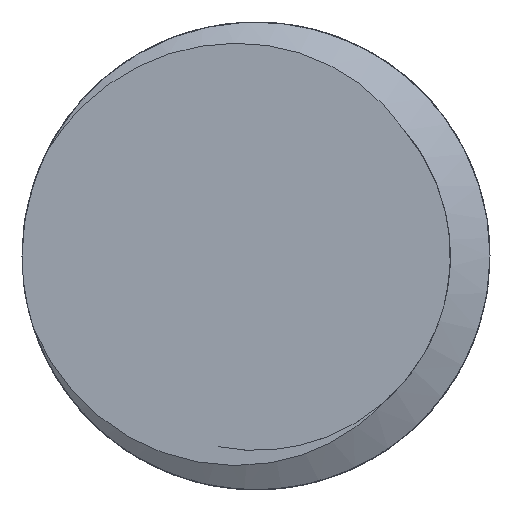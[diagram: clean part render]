
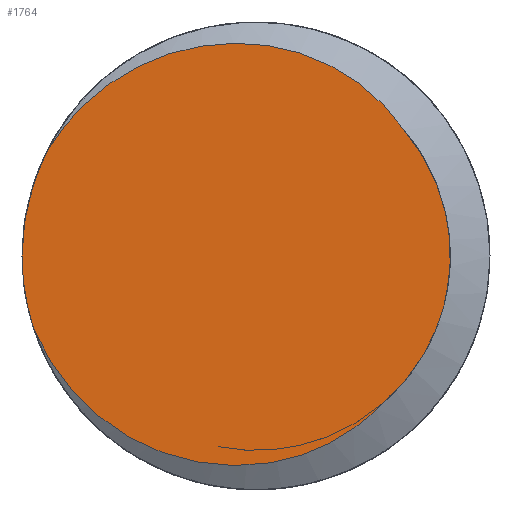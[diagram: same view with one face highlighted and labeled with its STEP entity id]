
A CAD part, left-side view. The second image highlights one B-rep face of the part: STEP entity #1764.
In plain terms, the highlighted planar face has unit normal (-1, 0, 0).
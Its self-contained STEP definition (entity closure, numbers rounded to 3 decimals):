
#55 = CARTESIAN_POINT ( 'NONE',  ( -45., 0.566, -3.587 ) ) ;
#89 = CARTESIAN_POINT ( 'NONE',  ( -45., -0.601, 3.527 ) ) ;
#92 = CARTESIAN_POINT ( 'NONE',  ( -45., -1.94, -2.752 ) ) ;
#142 = EDGE_CURVE ( 'NONE', #2428, #1372, #586, .T. ) ;
#155 = AXIS2_PLACEMENT_3D ( 'NONE', #1233, #997, #1846 ) ;
#165 = CARTESIAN_POINT ( 'NONE',  ( -45., -3.096, 1.228 ) ) ;
#242 = AXIS2_PLACEMENT_3D ( 'NONE', #1449, #913, #1054 ) ;
#258 = CARTESIAN_POINT ( 'NONE',  ( -45., 2.975, -2.488 ) ) ;
#281 = CARTESIAN_POINT ( 'NONE',  ( -45., -2.151, -2.534 ) ) ;
#323 = FACE_OUTER_BOUND ( 'NONE', #1015, .T. ) ;
#341 = EDGE_CURVE ( 'NONE', #2377, #1638, #346, .T. ) ;
#346 = B_SPLINE_CURVE_WITH_KNOTS ( 'NONE', 3,
 ( #2434, #2503, #2456, #2297, #1713, #926, #2084, #884, #89, #1078, #509, #1303, #1874, #695, #1929, #1499, #736, #1682, #1123, #1903, #1317, #1332, #2487, #1526 ),
 .UNSPECIFIED., .F., .F.,
 ( 4, 2, 2, 2, 2, 2, 2, 2, 2, 2, 2, 4 ),
 ( 0., 0.001, 0.001, 0.002, 0.003, 0.003, 0.004, 0.005, 0.005, 0.005, 0.006, 0.007 ),
 .UNSPECIFIED. ) ;
#362 = CARTESIAN_POINT ( 'NONE',  ( -45., -3.276, 0.6 ) ) ;
#395 = CARTESIAN_POINT ( 'NONE',  ( -45., -3.257, -0.698 ) ) ;
#485 = CARTESIAN_POINT ( 'NONE',  ( -45., 0.118, -3.579 ) ) ;
#509 = CARTESIAN_POINT ( 'NONE',  ( -45., -0.008, 3.623 ) ) ;
#586 = B_SPLINE_CURVE_WITH_KNOTS ( 'NONE', 3,
 ( #1686, #2259, #2271, #864, #258, #1055, #2075, #1877, #672, #1661, #55, #485, #1450, #2058, #2436, #1634, #2413, #1486, #92, #281 ),
 .UNSPECIFIED., .F., .F.,
 ( 4, 2, 2, 2, 2, 2, 2, 2, 2, 4 ),
 ( 0., 0.001, 0.002, 0.003, 0.004, 0.004, 0.005, 0.005, 0.006, 0.007 ),
 .UNSPECIFIED. ) ;
#598 = CARTESIAN_POINT ( 'NONE',  ( -45., -2.151, -2.534 ) ) ;
#651 = CARTESIAN_POINT ( 'NONE',  ( -45., 3.802, -1.243 ) ) ;
#672 = CARTESIAN_POINT ( 'NONE',  ( -45., 1.454, -3.422 ) ) ;
#695 = CARTESIAN_POINT ( 'NONE',  ( -45., 0.898, 3.606 ) ) ;
#732 = DIRECTION ( 'NONE',  ( 1., 0., 0. ) ) ;
#736 = CARTESIAN_POINT ( 'NONE',  ( -45., 1.768, 3.355 ) ) ;
#745 = B_SPLINE_CURVE_WITH_KNOTS ( 'NONE', 3,
 ( #598, #2169, #1171, #2150, #1966, #395, #2376, #2136, #1181, #362, #1942, #165, #1750, #815, #1998, #2417 ),
 .UNSPECIFIED., .F., .F.,
 ( 4, 2, 2, 2, 2, 2, 2, 4 ),
 ( 0., 0.001, 0.002, 0.003, 0.003, 0.004, 0.005, 0.005 ),
 .UNSPECIFIED. ) ;
#815 = CARTESIAN_POINT ( 'NONE',  ( -45., -2.799, 1.805 ) ) ;
#827 = CARTESIAN_POINT ( 'NONE',  ( -45., -2.534, 2.151 ) ) ;
#845 = CARTESIAN_POINT ( 'NONE',  ( -45., 4., 0. ) ) ;
#864 = CARTESIAN_POINT ( 'NONE',  ( -45., 3.182, -2.264 ) ) ;
#863 = CARTESIAN_POINT ( 'NONE',  ( -45., 3.568, 1.809 ) ) ;
#884 = CARTESIAN_POINT ( 'NONE',  ( -45., -0.894, 3.433 ) ) ;
#913 = DIRECTION ( 'NONE',  ( -1., 0., 0. ) ) ;
#926 = CARTESIAN_POINT ( 'NONE',  ( -45., -1.434, 3.169 ) ) ;
#977 = EDGE_CURVE ( 'NONE', #2428, #2038, #1854, .T. ) ;
#997 = DIRECTION ( 'NONE',  ( 1., 0., 0. ) ) ;
#1015 = EDGE_LOOP ( 'NONE', ( #2051, #1401, #1327, #2439, #2066 ) ) ;
#1055 = CARTESIAN_POINT ( 'NONE',  ( -45., 2.523, -2.879 ) ) ;
#1054 = DIRECTION ( 'NONE',  ( 0., -1., 0. ) ) ;
#1078 = CARTESIAN_POINT ( 'NONE',  ( -45., -0.157, 3.607 ) ) ;
#1111 = PLANE ( 'NONE',  #242 ) ;
#1119 = DIRECTION ( 'NONE',  ( 0., 1., 0. ) ) ;
#1123 = CARTESIAN_POINT ( 'NONE',  ( -45., 2.173, 3.158 ) ) ;
#1169 = EDGE_CURVE ( 'NONE', #1372, #2377, #745, .T. ) ;
#1171 = CARTESIAN_POINT ( 'NONE',  ( -45., -2.761, -1.9 ) ) ;
#1181 = CARTESIAN_POINT ( 'NONE',  ( -45., -3.326, 0.169 ) ) ;
#1233 = CARTESIAN_POINT ( 'NONE',  ( -45., 0., 0. ) ) ;
#1303 = CARTESIAN_POINT ( 'NONE',  ( -45., 0.293, 3.639 ) ) ;
#1317 = CARTESIAN_POINT ( 'NONE',  ( -45., 2.796, 2.729 ) ) ;
#1327 = ORIENTED_EDGE ( 'NONE', *, *, #1169, .T. ) ;
#1332 = CARTESIAN_POINT ( 'NONE',  ( -45., 3.22, 2.303 ) ) ;
#1372 = VERTEX_POINT ( 'NONE', #1880 ) ;
#1401 = ORIENTED_EDGE ( 'NONE', *, *, #142, .T. ) ;
#1450 = CARTESIAN_POINT ( 'NONE',  ( -45., -0.031, -3.567 ) ) ;
#1449 = CARTESIAN_POINT ( 'NONE',  ( -45., 0., 0. ) ) ;
#1486 = CARTESIAN_POINT ( 'NONE',  ( -45., -1.703, -2.941 ) ) ;
#1499 = CARTESIAN_POINT ( 'NONE',  ( -45., 1.626, 3.41 ) ) ;
#1526 = CARTESIAN_POINT ( 'NONE',  ( -45., 3.568, 1.809 ) ) ;
#1634 = CARTESIAN_POINT ( 'NONE',  ( -45., -0.911, -3.369 ) ) ;
#1638 = VERTEX_POINT ( 'NONE', #863 ) ;
#1661 = CARTESIAN_POINT ( 'NONE',  ( -45., 0.87, -3.556 ) ) ;
#1682 = CARTESIAN_POINT ( 'NONE',  ( -45., 2.041, 3.229 ) ) ;
#1686 = CARTESIAN_POINT ( 'NONE',  ( -45., 3.802, -1.243 ) ) ;
#1695 = CARTESIAN_POINT ( 'NONE',  ( -45., 0., 0. ) ) ;
#1713 = CARTESIAN_POINT ( 'NONE',  ( -45., -1.688, 3.006 ) ) ;
#1750 = CARTESIAN_POINT ( 'NONE',  ( -45., -3.009, 1.428 ) ) ;
#1764 = ADVANCED_FACE ( 'NONE', ( #323 ), #1111, .T. ) ;
#1846 = DIRECTION ( 'NONE',  ( 0., 1., 0. ) ) ;
#1854 = CIRCLE ( 'NONE', #2351, 4. ) ;
#1874 = CARTESIAN_POINT ( 'NONE',  ( -45., 0.446, 3.638 ) ) ;
#1877 = CARTESIAN_POINT ( 'NONE',  ( -45., 1.735, -3.32 ) ) ;
#1880 = CARTESIAN_POINT ( 'NONE',  ( -45., -2.151, -2.534 ) ) ;
#1903 = CARTESIAN_POINT ( 'NONE',  ( -45., 2.556, 2.921 ) ) ;
#1929 = CARTESIAN_POINT ( 'NONE',  ( -45., 1.193, 3.549 ) ) ;
#1942 = CARTESIAN_POINT ( 'NONE',  ( -45., -3.23, 0.811 ) ) ;
#1966 = CARTESIAN_POINT ( 'NONE',  ( -45., -3.138, -1.117 ) ) ;
#1998 = CARTESIAN_POINT ( 'NONE',  ( -45., -2.676, 1.983 ) ) ;
#2038 = VERTEX_POINT ( 'NONE', #845 ) ;
#2051 = ORIENTED_EDGE ( 'NONE', *, *, #977, .F. ) ;
#2058 = CARTESIAN_POINT ( 'NONE',  ( -45., -0.328, -3.524 ) ) ;
#2066 = ORIENTED_EDGE ( 'NONE', *, *, #2242, .F. ) ;
#2075 = CARTESIAN_POINT ( 'NONE',  ( -45., 2.275, -3.046 ) ) ;
#2084 = CARTESIAN_POINT ( 'NONE',  ( -45., -1.302, 3.241 ) ) ;
#2103 = CIRCLE ( 'NONE', #155, 4. ) ;
#2136 = CARTESIAN_POINT ( 'NONE',  ( -45., -3.33, -0.052 ) ) ;
#2150 = CARTESIAN_POINT ( 'NONE',  ( -45., -3.057, -1.322 ) ) ;
#2169 = CARTESIAN_POINT ( 'NONE',  ( -45., -2.485, -2.25 ) ) ;
#2242 = EDGE_CURVE ( 'NONE', #2038, #1638, #2103, .T. ) ;
#2259 = CARTESIAN_POINT ( 'NONE',  ( -45., 3.683, -1.522 ) ) ;
#2271 = CARTESIAN_POINT ( 'NONE',  ( -45., 3.535, -1.781 ) ) ;
#2297 = CARTESIAN_POINT ( 'NONE',  ( -45., -1.811, 2.915 ) ) ;
#2351 = AXIS2_PLACEMENT_3D ( 'NONE', #1695, #732, #1119 ) ;
#2376 = CARTESIAN_POINT ( 'NONE',  ( -45., -3.295, -0.485 ) ) ;
#2377 = VERTEX_POINT ( 'NONE', #827 ) ;
#2413 = CARTESIAN_POINT ( 'NONE',  ( -45., -1.185, -3.251 ) ) ;
#2417 = CARTESIAN_POINT ( 'NONE',  ( -45., -2.534, 2.151 ) ) ;
#2428 = VERTEX_POINT ( 'NONE', #651 ) ;
#2434 = CARTESIAN_POINT ( 'NONE',  ( -45., -2.534, 2.151 ) ) ;
#2436 = CARTESIAN_POINT ( 'NONE',  ( -45., -0.477, -3.492 ) ) ;
#2439 = ORIENTED_EDGE ( 'NONE', *, *, #341, .T. ) ;
#2456 = CARTESIAN_POINT ( 'NONE',  ( -45., -2.157, 2.623 ) ) ;
#2487 = CARTESIAN_POINT ( 'NONE',  ( -45., 3.407, 2.067 ) ) ;
#2503 = CARTESIAN_POINT ( 'NONE',  ( -45., -2.361, 2.402 ) ) ;
